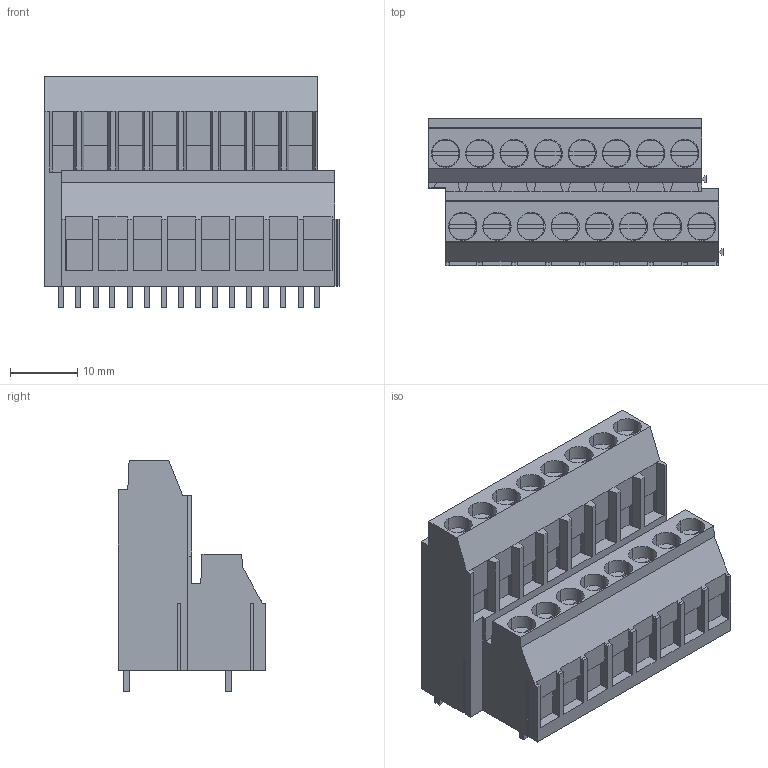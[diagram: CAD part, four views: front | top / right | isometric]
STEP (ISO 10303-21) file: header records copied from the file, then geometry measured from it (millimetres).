
FILE_DESCRIPTION(('CATIA V5 STEP','CAx-IF Rec.Pracs.--- Model Styling and Organization---1.4--- 2014-01-23'),'2;1');
FILE_NAME ('D1460975_1', '2024-03-18T12:50:09+00:00', ('none'), ('Weidmueller'), 'CATIA Version 5-6 Release 2016 SP3 HF44', 'CATIA V5 STEP AP214', 'none');
FILE_SCHEMA(('AUTOMOTIVE_DESIGN { 1 0 10303 214 1 1 1 1 }'));
Length unit declared in the file: millimetre
Products named in the file (1): 1977520000
Bounding box: 43.83 x 21.94 x 34.47 mm (x, y, z)
Volume: 17322.5 mm3; surface area: 8864 mm2
Topology: 33 solids, 33 shells, 916 faces, 2616 edges, 1783 vertices
Faces by surface type: plane 852, cylinder 64
Entity records: 27612 total; most frequent: CARTESIAN_POINT 5295, ORIENTED_EDGE 5232, DIRECTION 3575, EDGE_CURVE 2616, VECTOR 2321, LINE 2321, VERTEX_POINT 1783, EDGE_LOOP 933
